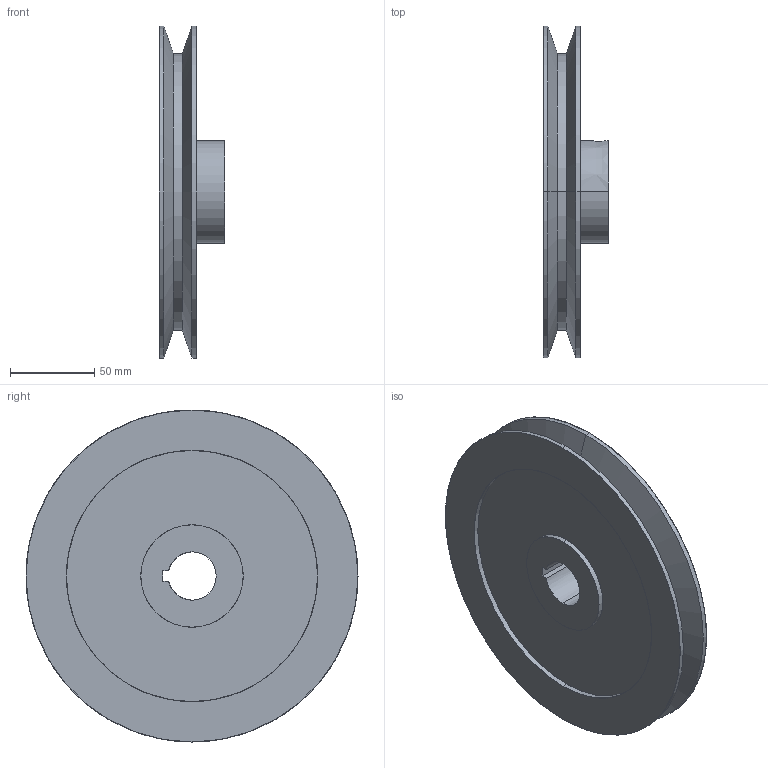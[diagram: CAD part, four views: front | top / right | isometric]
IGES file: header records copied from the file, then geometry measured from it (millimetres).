
Start section: SolidWorks IGES file using analytic representation for surfaces
Global section: file name: BKBK80X0725542572614.igs; native system: SolidWorks 2017; preprocessor: SolidWorks 2017; author: partstream; date: 170725.054308; units: inch
Bounding box: 38.86 x 197.1 x 197.1 mm (x, y, z)
Surface area: 96889.7 mm2 (no closed solid volume)
Topology: 0 solids, 0 shells, 77 faces, 1144 edges, 1144 vertices
Faces by surface type: bspline 52, revolution 25
